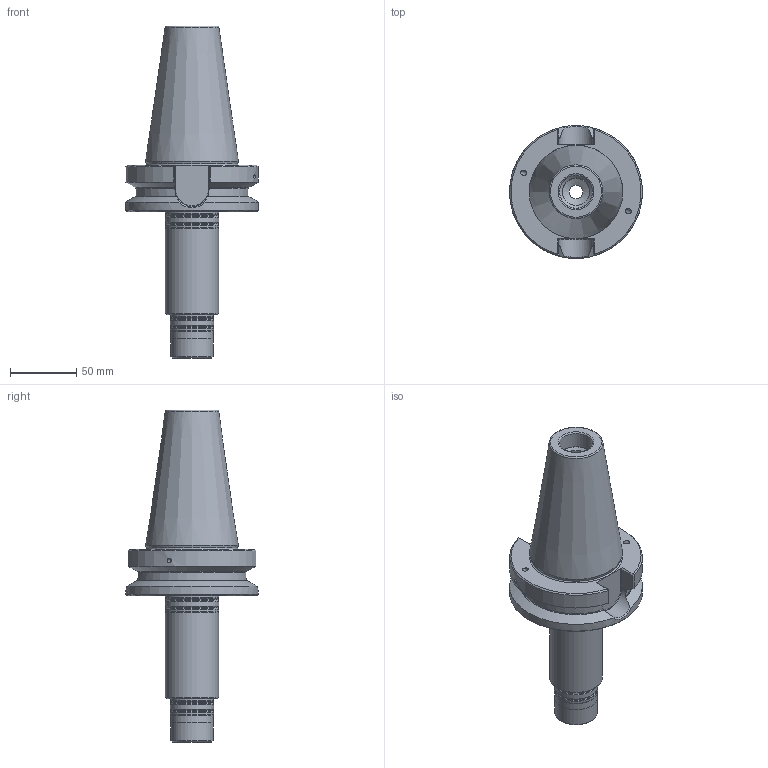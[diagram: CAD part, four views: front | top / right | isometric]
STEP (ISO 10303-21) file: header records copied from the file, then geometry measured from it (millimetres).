
FILE_DESCRIPTION(/* description */ (''),/* implementation_level */ '2;1');
FILE_NAME(/* name */ '415012583.stp',/* time_stamp */ '2021-01-08T12:37:56',/* author */ ('LRA'),/* organization */ ('REGO-FIX'),/* preprocessor_version */ ' Unknown',/* originating_system */ 'SIEMENS PLM Software Solid Edge ST10',/* authorization */ 'Unknown');
FILE_SCHEMA (('AUTOMOTIVE_DESIGN { 1 0 10303 214 2 1 1}'));
Length unit declared in the file: millimetre
Products named in the file (1): NOCUT
Bounding box: 100 x 100 x 249.8 mm (x, y, z)
Volume: 538641.9 mm3; surface area: 73451.8 mm2
Topology: 1 solids, 1 shells, 114 faces, 282 edges, 173 vertices
Faces by surface type: cylinder 34, cone 32, plane 29, torus 17, bspline 2
Full cylindrical faces by diameter (mm): 3.242 x6, 3.9 x2, 10.106 x1, 18 x1, 20.751 x1, 20.752 x1, 25 x1, 32 x2, 32.5 x4, 40 x1, 40.5 x3, 100 x1
Entity records: 3930 total; most frequent: CARTESIAN_POINT 807, DIRECTION 476, ORIENTED_EDGE 394, AXIS2_PLACEMENT_3D 211, EDGE_CURVE 197, FACE_BOUND 192, EDGE_LOOP 190, VERTEX_POINT 153
